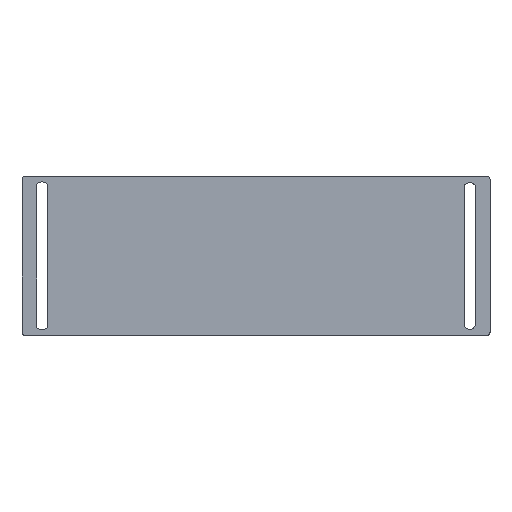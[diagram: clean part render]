
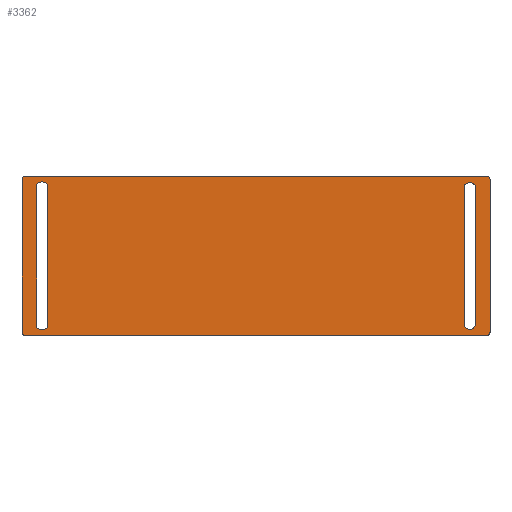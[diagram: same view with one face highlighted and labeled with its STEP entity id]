
A CAD part, top view. The second image highlights one B-rep face of the part: STEP entity #3362.
In plain terms, the highlighted planar face has unit normal (0, 0, 1).
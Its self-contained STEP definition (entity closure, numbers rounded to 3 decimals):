
#3124=CARTESIAN_POINT('',(68.5,-43.95,-34.));
#3125=VERTEX_POINT('',#3124);
#3132=CARTESIAN_POINT('',(-68.5,-43.95,-34.));
#3133=VERTEX_POINT('',#3132);
#3134=CARTESIAN_POINT('',(68.5,-43.95,-34.));
#3135=DIRECTION('',(-1.,0.,0.));
#3136=VECTOR('',#3135,137.);
#3137=LINE('',#3134,#3136);
#3138=EDGE_CURVE('',#3125,#3133,#3137,.T.);
#3171=CARTESIAN_POINT('',(-68.5,3.45,-34.));
#3172=VERTEX_POINT('',#3171);
#3179=CARTESIAN_POINT('',(68.5,3.45,-34.));
#3180=VERTEX_POINT('',#3179);
#3181=CARTESIAN_POINT('',(-68.5,3.45,-34.));
#3182=DIRECTION('',(1.,0.,-0.));
#3183=VECTOR('',#3182,137.);
#3184=LINE('',#3181,#3183);
#3185=EDGE_CURVE('',#3172,#3180,#3184,.T.);
#3233=CARTESIAN_POINT('',(0.,0.,-34.));
#3234=DIRECTION('',(-0.,0.,-1.));
#3235=DIRECTION('',(-1.,0.,0.));
#3236=AXIS2_PLACEMENT_3D('',#3233,#3234,#3235);
#3237=PLANE('',#3236);
#3238=ORIENTED_EDGE('',*,*,#3185,.F.);
#3239=CARTESIAN_POINT('',(-69.5,2.45,-34.));
#3240=VERTEX_POINT('',#3239);
#3241=CARTESIAN_POINT('',(-68.5,2.45,-34.));
#3242=DIRECTION('',(0.,-0.,1.));
#3243=DIRECTION('',(-1.,0.,0.));
#3244=AXIS2_PLACEMENT_3D('',#3241,#3242,#3243);
#3245=CIRCLE('',#3244,1.);
#3246=EDGE_CURVE('',#3172,#3240,#3245,.T.);
#3247=ORIENTED_EDGE('',*,*,#3246,.T.);
#3248=CARTESIAN_POINT('',(-69.5,-42.95,-34.));
#3249=VERTEX_POINT('',#3248);
#3250=CARTESIAN_POINT('',(-69.5,-42.95,-34.));
#3251=DIRECTION('',(0.,1.,0.));
#3252=VECTOR('',#3251,45.4);
#3253=LINE('',#3250,#3252);
#3254=EDGE_CURVE('',#3249,#3240,#3253,.T.);
#3255=ORIENTED_EDGE('',*,*,#3254,.F.);
#3256=CARTESIAN_POINT('',(-68.5,-42.95,-34.));
#3257=DIRECTION('',(0.,-0.,1.));
#3258=DIRECTION('',(-1.,0.,0.));
#3259=AXIS2_PLACEMENT_3D('',#3256,#3257,#3258);
#3260=CIRCLE('',#3259,1.);
#3261=EDGE_CURVE('',#3249,#3133,#3260,.T.);
#3262=ORIENTED_EDGE('',*,*,#3261,.T.);
#3263=ORIENTED_EDGE('',*,*,#3138,.F.);
#3264=CARTESIAN_POINT('',(69.5,-42.95,-34.));
#3265=VERTEX_POINT('',#3264);
#3266=CARTESIAN_POINT('',(68.5,-42.95,-34.));
#3267=DIRECTION('',(0.,-0.,1.));
#3268=DIRECTION('',(-1.,0.,0.));
#3269=AXIS2_PLACEMENT_3D('',#3266,#3267,#3268);
#3270=CIRCLE('',#3269,1.);
#3271=EDGE_CURVE('',#3125,#3265,#3270,.T.);
#3272=ORIENTED_EDGE('',*,*,#3271,.T.);
#3273=CARTESIAN_POINT('',(69.5,2.45,-34.));
#3274=VERTEX_POINT('',#3273);
#3275=CARTESIAN_POINT('',(69.5,-42.95,-34.));
#3276=DIRECTION('',(0.,1.,0.));
#3277=VECTOR('',#3276,45.4);
#3278=LINE('',#3275,#3277);
#3279=EDGE_CURVE('',#3265,#3274,#3278,.T.);
#3280=ORIENTED_EDGE('',*,*,#3279,.T.);
#3281=CARTESIAN_POINT('',(68.5,2.45,-34.));
#3282=DIRECTION('',(0.,-0.,1.));
#3283=DIRECTION('',(-1.,0.,0.));
#3284=AXIS2_PLACEMENT_3D('',#3281,#3282,#3283);
#3285=CIRCLE('',#3284,1.);
#3286=EDGE_CURVE('',#3274,#3180,#3285,.T.);
#3287=ORIENTED_EDGE('',*,*,#3286,.T.);
#3288=EDGE_LOOP('',(#3238,#3247,#3255,#3262,#3263,#3272,#3280,#3287));
#3289=FACE_BOUND('',#3288,.T.);
#3290=CARTESIAN_POINT('',(61.9,0.575,-34.));
#3291=VERTEX_POINT('',#3290);
#3292=CARTESIAN_POINT('',(65.1,0.575,-34.));
#3293=VERTEX_POINT('',#3292);
#3294=CARTESIAN_POINT('',(63.5,-0.25,-34.));
#3295=DIRECTION('',(-0.,0.,-1.));
#3296=DIRECTION('',(-1.,0.,0.));
#3297=AXIS2_PLACEMENT_3D('',#3294,#3295,#3296);
#3298=CIRCLE('',#3297,1.8);
#3299=EDGE_CURVE('',#3291,#3293,#3298,.T.);
#3300=ORIENTED_EDGE('',*,*,#3299,.T.);
#3301=CARTESIAN_POINT('',(65.1,-41.075,-34.));
#3302=VERTEX_POINT('',#3301);
#3303=CARTESIAN_POINT('',(65.1,-41.075,-34.));
#3304=DIRECTION('',(0.,1.,0.));
#3305=VECTOR('',#3304,41.649);
#3306=LINE('',#3303,#3305);
#3307=EDGE_CURVE('',#3302,#3293,#3306,.T.);
#3308=ORIENTED_EDGE('',*,*,#3307,.F.);
#3309=CARTESIAN_POINT('',(61.9,-41.075,-34.));
#3310=VERTEX_POINT('',#3309);
#3311=CARTESIAN_POINT('',(63.5,-40.25,-34.));
#3312=DIRECTION('',(-0.,0.,-1.));
#3313=DIRECTION('',(-1.,0.,0.));
#3314=AXIS2_PLACEMENT_3D('',#3311,#3312,#3313);
#3315=CIRCLE('',#3314,1.8);
#3316=EDGE_CURVE('',#3302,#3310,#3315,.T.);
#3317=ORIENTED_EDGE('',*,*,#3316,.T.);
#3318=CARTESIAN_POINT('',(61.9,0.575,-34.));
#3319=DIRECTION('',(0.,-1.,0.));
#3320=VECTOR('',#3319,41.649);
#3321=LINE('',#3318,#3320);
#3322=EDGE_CURVE('',#3291,#3310,#3321,.T.);
#3323=ORIENTED_EDGE('',*,*,#3322,.F.);
#3324=EDGE_LOOP('',(#3300,#3308,#3317,#3323));
#3325=FACE_BOUND('',#3324,.T.);
#3326=CARTESIAN_POINT('',(-61.9,0.95,-34.));
#3327=VERTEX_POINT('',#3326);
#3328=CARTESIAN_POINT('',(-61.9,-41.45,-34.));
#3329=VERTEX_POINT('',#3328);
#3330=CARTESIAN_POINT('',(-61.9,0.95,-34.));
#3331=DIRECTION('',(0.,-1.,0.));
#3332=VECTOR('',#3331,42.4);
#3333=LINE('',#3330,#3332);
#3334=EDGE_CURVE('',#3327,#3329,#3333,.T.);
#3335=ORIENTED_EDGE('',*,*,#3334,.T.);
#3336=CARTESIAN_POINT('',(-65.1,-41.45,-34.));
#3337=VERTEX_POINT('',#3336);
#3338=CARTESIAN_POINT('',(-63.5,-40.25,-34.));
#3339=DIRECTION('',(-0.,0.,-1.));
#3340=DIRECTION('',(-1.,0.,0.));
#3341=AXIS2_PLACEMENT_3D('',#3338,#3339,#3340);
#3342=CIRCLE('',#3341,2.);
#3343=EDGE_CURVE('',#3329,#3337,#3342,.T.);
#3344=ORIENTED_EDGE('',*,*,#3343,.T.);
#3345=CARTESIAN_POINT('',(-65.1,0.95,-34.));
#3346=VERTEX_POINT('',#3345);
#3347=CARTESIAN_POINT('',(-65.1,-41.45,-34.));
#3348=DIRECTION('',(-0.,1.,0.));
#3349=VECTOR('',#3348,42.4);
#3350=LINE('',#3347,#3349);
#3351=EDGE_CURVE('',#3337,#3346,#3350,.T.);
#3352=ORIENTED_EDGE('',*,*,#3351,.T.);
#3353=CARTESIAN_POINT('',(-63.5,-0.25,-34.));
#3354=DIRECTION('',(-0.,0.,-1.));
#3355=DIRECTION('',(-1.,0.,0.));
#3356=AXIS2_PLACEMENT_3D('',#3353,#3354,#3355);
#3357=CIRCLE('',#3356,2.);
#3358=EDGE_CURVE('',#3346,#3327,#3357,.T.);
#3359=ORIENTED_EDGE('',*,*,#3358,.T.);
#3360=EDGE_LOOP('',(#3335,#3344,#3352,#3359));
#3361=FACE_BOUND('',#3360,.T.);
#3362=ADVANCED_FACE('',(#3289,#3325,#3361),#3237,.F.);
